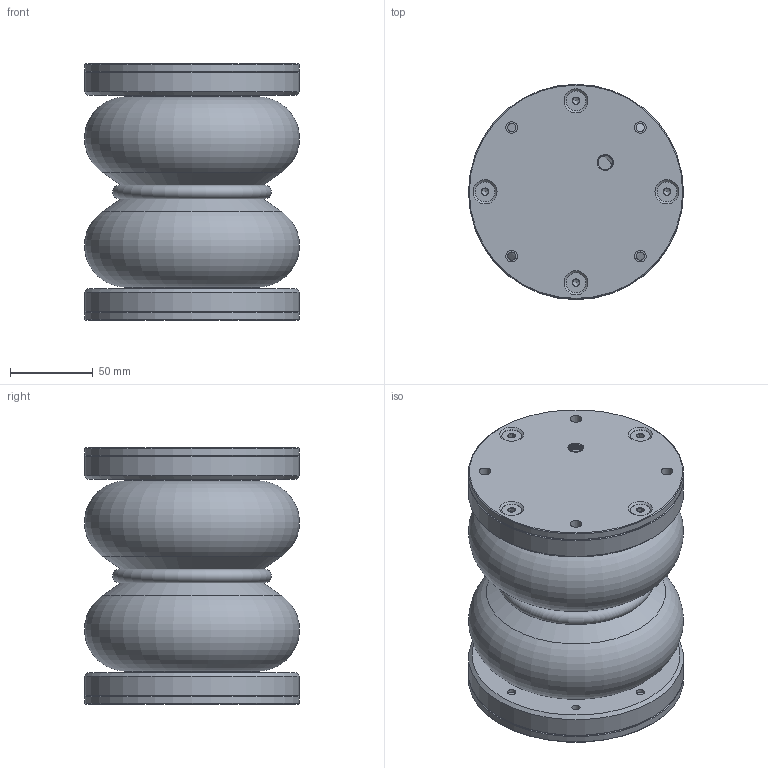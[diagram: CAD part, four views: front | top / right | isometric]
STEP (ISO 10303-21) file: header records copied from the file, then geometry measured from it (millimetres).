
FILE_DESCRIPTION(/* description */ (''),/* implementation_level */ '2;1');
FILE_NAME(/* name */ '6W-130x2-01.stp',/* time_stamp */ '2021-06-14T12:45:29+02:00',/* author */ (''),/* organization */ (''),/* preprocessor_version */ 'ST-DEVELOPER v18.1',/* originating_system */ 'SIEMENS PLM Software NX 1965',/* authorisation */ '');
FILE_SCHEMA (('AP203_CONFIGURATION_CONTROLLED_3D_DESIGN_OF_MECHANICAL_PARTS_AND_ASSEMBLIES_MIM_LF { 1 0 10303 403 2 1 2}'));
Length unit declared in the file: millimetre
Products named in the file (1): hoff1F2CB9E2ojyd
Bounding box: 130 x 130 x 155 mm (x, y, z)
Volume: 671891.9 mm3; surface area: 270545.6 mm2
Topology: 14 solids, 14 shells, 325 faces, 686 edges, 393 vertices
Faces by surface type: plane 128, cone 102, cylinder 58, torus 35, bspline 2
Full cylindrical faces by diameter (mm): 5 x16, 5.795 x8, 6.5 x8, 7 x8, 12 x8, 95 x4, 130 x4
Entity records: 9040 total; most frequent: CARTESIAN_POINT 2629, DIRECTION 1372, ORIENTED_EDGE 980, AXIS2_PLACEMENT_3D 614, EDGE_LOOP 546, EDGE_CURVE 490, FACE_BOUND 399, VERTEX_POINT 351
